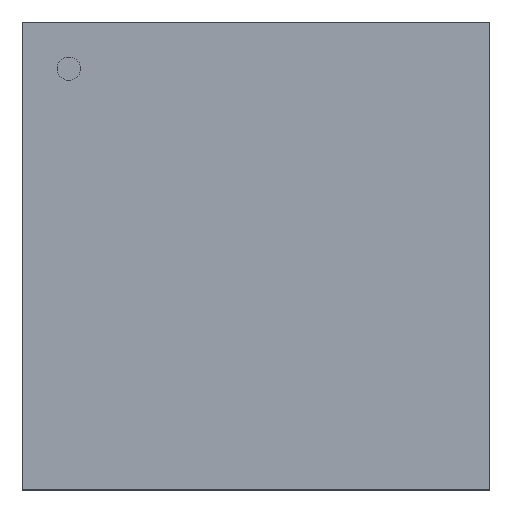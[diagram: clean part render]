
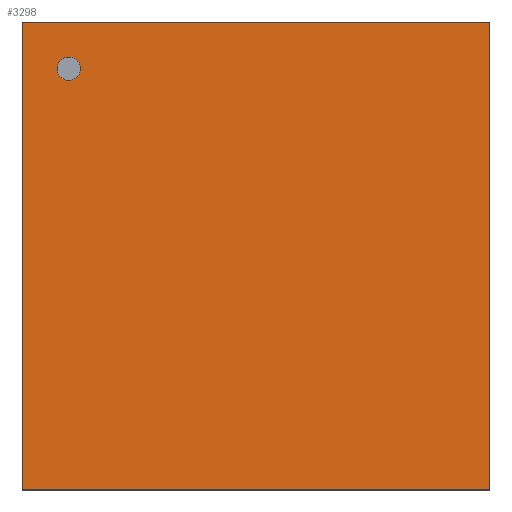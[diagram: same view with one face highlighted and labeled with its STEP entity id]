
A CAD part, top view. The second image highlights one B-rep face of the part: STEP entity #3298.
In plain terms, the highlighted planar face has unit normal (0, 0, 1).
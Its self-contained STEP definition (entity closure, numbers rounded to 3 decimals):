
#3074=CARTESIAN_POINT('',(2.248,-2.248,1.092));
#3073=VERTEX_POINT('',#3074);
#3084=CARTESIAN_POINT('',(-2.248,-2.248,1.092));
#3083=VERTEX_POINT('',#3084);
#3082=EDGE_CURVE('',#3083,#3073,#3087,.T.);
#3087=LINE('',#3084,#3089);
#3089=VECTOR('',#3090,4.496);
#3090=DIRECTION('',(1.0,0.0,0.0));
#3123=CARTESIAN_POINT('',(2.248,2.248,1.092));
#3122=VERTEX_POINT('',#3123);
#3131=EDGE_CURVE('',#3073,#3122,#3136,.T.);
#3136=LINE('',#3074,#3138);
#3138=VECTOR('',#3139,4.496);
#3139=DIRECTION('',(0.0,1.0,0.0));
#3172=CARTESIAN_POINT('',(-2.248,2.248,1.092));
#3171=VERTEX_POINT('',#3172);
#3180=EDGE_CURVE('',#3122,#3171,#3185,.T.);
#3185=LINE('',#3123,#3187);
#3187=VECTOR('',#3188,4.496);
#3188=DIRECTION('',(-1.0,0.0,0.0));
#3229=EDGE_CURVE('',#3171,#3083,#3234,.T.);
#3234=LINE('',#3172,#3236);
#3236=VECTOR('',#3237,4.496);
#3237=DIRECTION('',(0.0,-1.0,0.0));
#3298=ADVANCED_FACE('',(#3304),#3299,.T.);
#3299=PLANE('',#3300);
#3300=AXIS2_PLACEMENT_3D('',#3301,#3302,#3303);
#3301=CARTESIAN_POINT('',(-2.248,-2.248,1.092));
#3302=DIRECTION('',(0.0,0.0,1.0));
#3303=DIRECTION('',(0.,1.,0.));
#3304=FACE_OUTER_BOUND('',#3305,.T.);
#3305=EDGE_LOOP('',(#3306,#3316,#3326,#3336));
#3306=ORIENTED_EDGE('',*,*,#3082,.T.);
#3316=ORIENTED_EDGE('',*,*,#3131,.T.);
#3326=ORIENTED_EDGE('',*,*,#3180,.T.);
#3336=ORIENTED_EDGE('',*,*,#3229,.T.);
